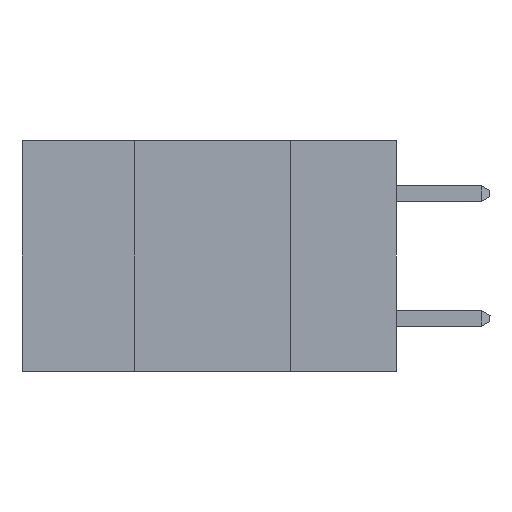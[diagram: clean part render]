
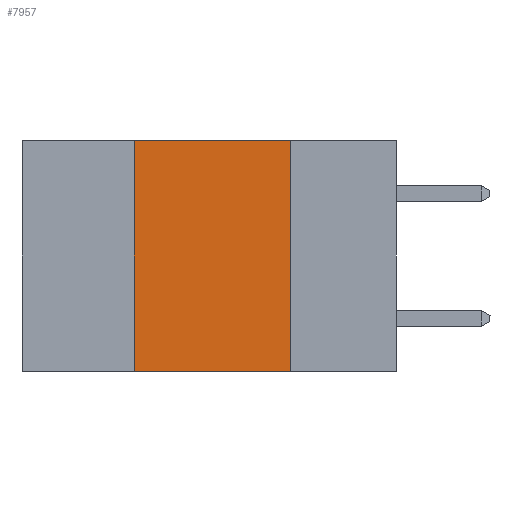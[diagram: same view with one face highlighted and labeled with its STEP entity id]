
A CAD part, left-side view. The second image highlights one B-rep face of the part: STEP entity #7957.
In plain terms, the highlighted planar face has unit normal (-1, 0, 0).
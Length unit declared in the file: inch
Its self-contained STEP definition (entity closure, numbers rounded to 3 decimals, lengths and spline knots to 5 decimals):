
#180 = CARTESIAN_POINT ( 'NONE',  ( 0., 0.42, -0.37 ) ) ;
#193 = DIRECTION ( 'NONE',  ( 0., 0., 1. ) ) ;
#1996 = EDGE_CURVE ( 'NONE', #12481, #7278, #10272, .T. ) ;
#3235 = AXIS2_PLACEMENT_3D ( 'NONE', #13013, #12991, #12940 ) ;
#3912 = EDGE_CURVE ( 'NONE', #4027, #12481, #6520, .T. ) ;
#4027 = VERTEX_POINT ( 'NONE', #4107 ) ;
#4107 = CARTESIAN_POINT ( 'NONE',  ( 0., 0.42, -0.37 ) ) ;
#4846 = CARTESIAN_POINT ( 'NONE',  ( 0., 0.17, -0.37 ) ) ;
#5447 = EDGE_CURVE ( 'NONE', #4027, #7621, #9800, .T. ) ;
#6520 = LINE ( 'NONE', #180, #12679 ) ;
#6589 = FACE_OUTER_BOUND ( 'NONE', #8466, .T. ) ;
#7278 = VERTEX_POINT ( 'NONE', #12721 ) ;
#7621 = VERTEX_POINT ( 'NONE', #4846 ) ;
#7957 = ADVANCED_FACE ( 'NONE', ( #6589 ), #13195, .F. ) ;
#8008 = EDGE_CURVE ( 'NONE', #7278, #7621, #9482, .T. ) ;
#8453 = CARTESIAN_POINT ( 'NONE',  ( 0., 0.42, 0. ) ) ;
#8466 = EDGE_LOOP ( 'NONE', ( #12443, #12845, #10770, #13981 ) ) ;
#8531 = CARTESIAN_POINT ( 'NONE',  ( 0., 0.6, -0.37 ) ) ;
#9093 = VECTOR ( 'NONE', #11985, 39.37008 ) ;
#9482 = LINE ( 'NONE', #12018, #9093 ) ;
#9800 = LINE ( 'NONE', #8531, #15762 ) ;
#9884 = VECTOR ( 'NONE', #11416, 39.37008 ) ;
#10272 = LINE ( 'NONE', #13102, #9884 ) ;
#10770 = ORIENTED_EDGE ( 'NONE', *, *, #3912, .F. ) ;
#11416 = DIRECTION ( 'NONE',  ( 0., -1., 0. ) ) ;
#11985 = DIRECTION ( 'NONE',  ( 0., 0., -1. ) ) ;
#12018 = CARTESIAN_POINT ( 'NONE',  ( 0., 0.17, -0.37 ) ) ;
#12443 = ORIENTED_EDGE ( 'NONE', *, *, #8008, .F. ) ;
#12481 = VERTEX_POINT ( 'NONE', #8453 ) ;
#12679 = VECTOR ( 'NONE', #193, 39.37008 ) ;
#12721 = CARTESIAN_POINT ( 'NONE',  ( 0., 0.17, 0. ) ) ;
#12747 = DIRECTION ( 'NONE',  ( 0., -1., 0. ) ) ;
#12845 = ORIENTED_EDGE ( 'NONE', *, *, #1996, .F. ) ;
#12940 = DIRECTION ( 'NONE',  ( 0., 0., -1. ) ) ;
#12991 = DIRECTION ( 'NONE',  ( 1., 0., 0. ) ) ;
#13013 = CARTESIAN_POINT ( 'NONE',  ( 0., 0.6, 0. ) ) ;
#13102 = CARTESIAN_POINT ( 'NONE',  ( 0., 0.6, 0. ) ) ;
#13195 = PLANE ( 'NONE',  #3235 ) ;
#13981 = ORIENTED_EDGE ( 'NONE', *, *, #5447, .T. ) ;
#15762 = VECTOR ( 'NONE', #12747, 39.37008 ) ;
